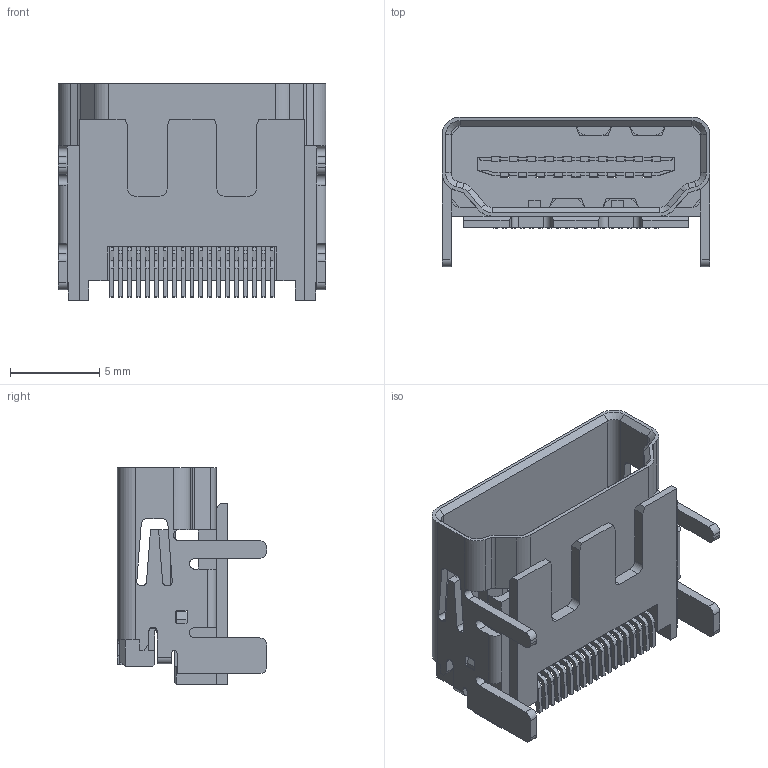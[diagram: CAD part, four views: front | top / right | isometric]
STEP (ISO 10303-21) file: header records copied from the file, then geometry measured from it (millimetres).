
FILE_DESCRIPTION((''),'2;1');
FILE_NAME('5002541927','2008-07-21T',('gga'),(''),'PRO/ENGINEER BY PARAMETRIC TECHNOLOGY CORPORATION, 2003451','PRO/ENGINEER BY PARAMETRIC TECHNOLOGY CORPORATION, 2003451','');
FILE_SCHEMA(('CONFIG_CONTROL_DESIGN'));
Length unit declared in the file: millimetre
Products named in the file (1): 5002541927
Bounding box: 15 x 8.38 x 12.15 mm (x, y, z)
Volume: 387.7 mm3; surface area: 1441.2 mm2
Topology: 1 solids, 1 shells, 840 faces, 2601 edges, 1732 vertices
Faces by surface type: plane 672, cylinder 160, cone 8
Entity records: 28568 total; most frequent: CARTESIAN_POINT 5071, ORIENTED_EDGE 4986, DIRECTION 4640, EDGE_CURVE 2493, VECTOR 2242, LINE 2242, VERTEX_POINT 1624, AXIS2_PLACEMENT_3D 1199
